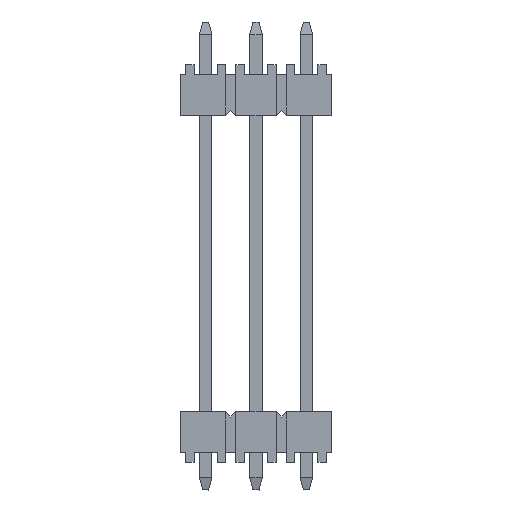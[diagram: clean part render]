
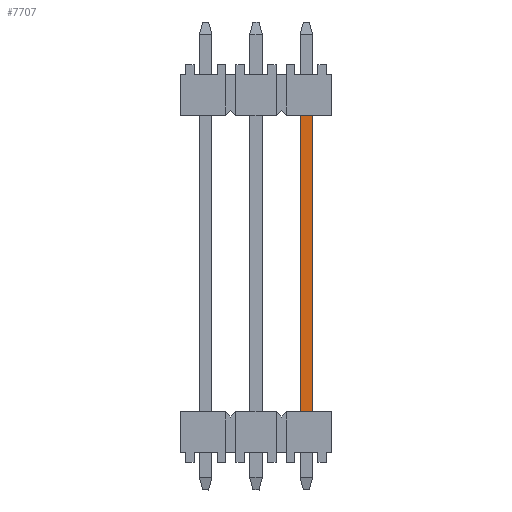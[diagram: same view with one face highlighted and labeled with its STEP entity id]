
A CAD part, top view. The second image highlights one B-rep face of the part: STEP entity #7707.
In plain terms, the highlighted planar face has unit normal (0, 0, 1).
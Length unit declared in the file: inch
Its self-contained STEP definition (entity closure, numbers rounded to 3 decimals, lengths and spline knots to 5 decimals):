
#6 = EDGE_CURVE ( 'NONE', #4488, #6348, #7458, .T. ) ;
#339 = LINE ( 'NONE', #3595, #6751 ) ;
#684 = DIRECTION ( 'NONE',  ( 0., 0., -1. ) ) ;
#792 = EDGE_CURVE ( 'NONE', #6348, #3587, #339, .T. ) ;
#935 = AXIS2_PLACEMENT_3D ( 'NONE', #4410, #684, #5018 ) ;
#967 = VECTOR ( 'NONE', #5224, 39.37008 ) ;
#1078 = CARTESIAN_POINT ( 'NONE',  ( -0.0275, -0.295, -0.0375 ) ) ;
#1237 = CARTESIAN_POINT ( 'NONE',  ( -0.0525, -0.295, -0.0375 ) ) ;
#2147 = ORIENTED_EDGE ( 'NONE', *, *, #6, .F. ) ;
#2454 = CARTESIAN_POINT ( 'NONE',  ( -0.0525, -0.59, -0.0375 ) ) ;
#3285 = ORIENTED_EDGE ( 'NONE', *, *, #792, .F. ) ;
#3347 = VERTEX_POINT ( 'NONE', #6537 ) ;
#3587 = VERTEX_POINT ( 'NONE', #2454 ) ;
#3595 = CARTESIAN_POINT ( 'NONE',  ( -0.04, -0.59, -0.0375 ) ) ;
#3710 = CARTESIAN_POINT ( 'NONE',  ( -0.0275, -0.59, -0.0375 ) ) ;
#3981 = CARTESIAN_POINT ( 'NONE',  ( -0.035, 0., -0.0375 ) ) ;
#4199 = FACE_OUTER_BOUND ( 'NONE', #7789, .T. ) ;
#4229 = DIRECTION ( 'NONE',  ( -1., 0., 0. ) ) ;
#4387 = PLANE ( 'NONE',  #935 ) ;
#4410 = CARTESIAN_POINT ( 'NONE',  ( -0.0525, -0.59, -0.0375 ) ) ;
#4488 = VERTEX_POINT ( 'NONE', #5208 ) ;
#4936 = DIRECTION ( 'NONE',  ( 0., 1., 0. ) ) ;
#5018 = DIRECTION ( 'NONE',  ( 0., 1., 0. ) ) ;
#5132 = EDGE_CURVE ( 'NONE', #3347, #4488, #7381, .T. ) ;
#5208 = CARTESIAN_POINT ( 'NONE',  ( -0.0275, 0., -0.0375 ) ) ;
#5224 = DIRECTION ( 'NONE',  ( 1., 0., 0. ) ) ;
#5416 = DIRECTION ( 'NONE',  ( 0., -1., 0. ) ) ;
#5801 = VECTOR ( 'NONE', #5416, 39.37008 ) ;
#6028 = ORIENTED_EDGE ( 'NONE', *, *, #6965, .F. ) ;
#6348 = VERTEX_POINT ( 'NONE', #3710 ) ;
#6377 = VECTOR ( 'NONE', #4936, 39.37008 ) ;
#6537 = CARTESIAN_POINT ( 'NONE',  ( -0.0525, 0., -0.0375 ) ) ;
#6557 = LINE ( 'NONE', #1237, #6377 ) ;
#6751 = VECTOR ( 'NONE', #4229, 39.37008 ) ;
#6965 = EDGE_CURVE ( 'NONE', #3587, #3347, #6557, .T. ) ;
#7381 = LINE ( 'NONE', #3981, #967 ) ;
#7393 = ORIENTED_EDGE ( 'NONE', *, *, #5132, .F. ) ;
#7458 = LINE ( 'NONE', #1078, #5801 ) ;
#7707 = ADVANCED_FACE ( 'NONE', ( #4199 ), #4387, .F. ) ;
#7789 = EDGE_LOOP ( 'NONE', ( #3285, #2147, #7393, #6028 ) ) ;
